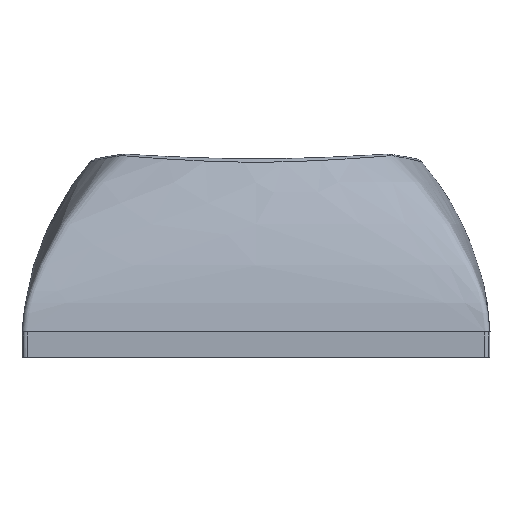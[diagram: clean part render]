
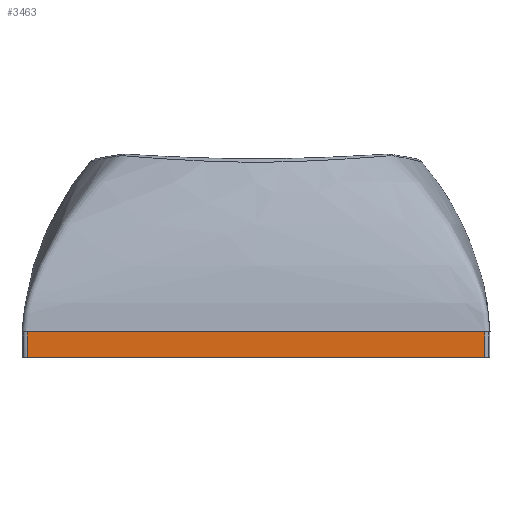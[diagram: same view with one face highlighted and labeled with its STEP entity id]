
A CAD part, left-side view. The second image highlights one B-rep face of the part: STEP entity #3463.
In plain terms, the highlighted planar face has unit normal (-1, 0, 0).
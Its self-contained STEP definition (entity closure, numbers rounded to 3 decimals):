
#2926=CARTESIAN_POINT('',(1267.524,-512.747,-6.324));
#2927=VERTEX_POINT('',#2926);
#2956=CARTESIAN_POINT('',(1267.524,-530.547,-6.324));
#2957=VERTEX_POINT('',#2956);
#2958=CARTESIAN_POINT('',(1267.524,-512.747,-6.324));
#2959=DIRECTION('',(0.,-1.,0.));
#2960=VECTOR('',#2959,17.8);
#2961=LINE('',#2958,#2960);
#2962=EDGE_CURVE('',#2927,#2957,#2961,.T.);
#3351=CARTESIAN_POINT('',(1267.524,-530.547,-7.324));
#3352=VERTEX_POINT('',#3351);
#3360=CARTESIAN_POINT('',(1267.524,-512.747,-7.324));
#3361=VERTEX_POINT('',#3360);
#3362=CARTESIAN_POINT('',(1267.524,-512.747,-7.324));
#3363=DIRECTION('',(0.,-1.,0.));
#3364=VECTOR('',#3363,17.8);
#3365=LINE('',#3362,#3364);
#3366=EDGE_CURVE('',#3361,#3352,#3365,.T.);
#3442=CARTESIAN_POINT('',(1267.524,-512.547,-7.324));
#3443=DIRECTION('',(-1.,0.,0.));
#3444=DIRECTION('',(0.,-1.,0.));
#3445=AXIS2_PLACEMENT_3D('',#3442,#3443,#3444);
#3446=PLANE('',#3445);
#3447=CARTESIAN_POINT('',(1267.524,-530.547,-6.324));
#3448=DIRECTION('',(-0.,-0.,-1.));
#3449=VECTOR('',#3448,1.);
#3450=LINE('',#3447,#3449);
#3451=EDGE_CURVE('',#2957,#3352,#3450,.T.);
#3452=ORIENTED_EDGE('',*,*,#3451,.F.);
#3453=ORIENTED_EDGE('',*,*,#2962,.F.);
#3454=CARTESIAN_POINT('',(1267.524,-512.747,-7.324));
#3455=DIRECTION('',(0.,0.,1.));
#3456=VECTOR('',#3455,1.);
#3457=LINE('',#3454,#3456);
#3458=EDGE_CURVE('',#3361,#2927,#3457,.T.);
#3459=ORIENTED_EDGE('',*,*,#3458,.F.);
#3460=ORIENTED_EDGE('',*,*,#3366,.T.);
#3461=EDGE_LOOP('',(#3452,#3453,#3459,#3460));
#3462=FACE_BOUND('',#3461,.T.);
#3463=ADVANCED_FACE('',(#3462),#3446,.T.);
